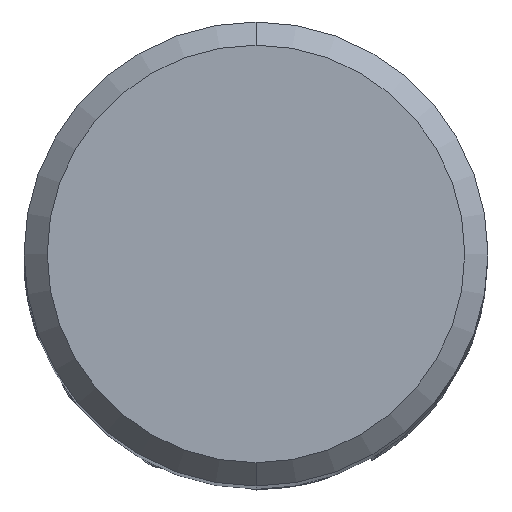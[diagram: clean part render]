
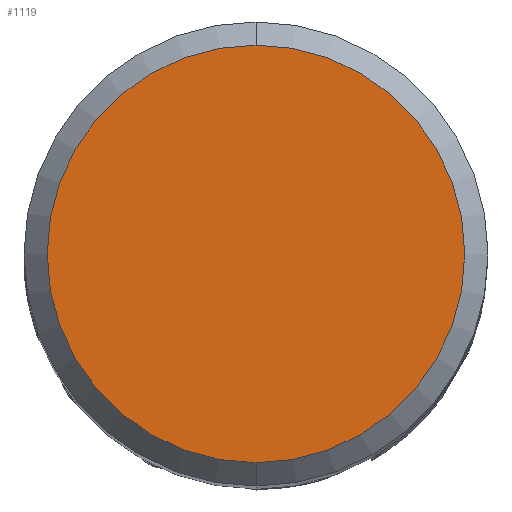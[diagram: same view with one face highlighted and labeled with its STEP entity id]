
A CAD part, top view. The second image highlights one B-rep face of the part: STEP entity #1119.
In plain terms, the highlighted planar face has unit normal (0, 0, 1).
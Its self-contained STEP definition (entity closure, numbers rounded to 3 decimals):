
#709=EDGE_CURVE('',#927,#957,#1860,.T.);
#883=EDGE_CURVE('',#957,#927,#2048,.T.);
#927=VERTEX_POINT('',#2097);
#957=VERTEX_POINT('',#2130);
#1119=ADVANCED_FACE('',(#2305),#2306,.T.);
#1860=CIRCLE('',#3618,5.4);
#2048=CIRCLE('',#4417,5.4);
#2097=CARTESIAN_POINT('',(0.,-5.4,0.0));
#2130=CARTESIAN_POINT('',(0.0,5.4,0.0));
#2305=FACE_OUTER_BOUND('',#5471,.T.);
#2306=PLANE('',#5472);
#3618=AXIS2_PLACEMENT_3D('',#9722,#9723,#9724);
#4417=AXIS2_PLACEMENT_3D('',#9892,#9893,#9894);
#5471=EDGE_LOOP('',(#10180,#10181));
#5472=AXIS2_PLACEMENT_3D('',#10182,#10183,#10184);
#9722=CARTESIAN_POINT('',(0.0,0.0,0.0));
#9723=DIRECTION('',(0.0,0.0,-1.0));
#9724=DIRECTION('',(0.0,1.0,0.0));
#9892=CARTESIAN_POINT('',(0.0,0.0,0.0));
#9893=DIRECTION('',(0.0,0.0,-1.0));
#9894=DIRECTION('',(0.0,1.0,0.0));
#10180=ORIENTED_EDGE('',*,*,#883,.F.);
#10181=ORIENTED_EDGE('',*,*,#709,.F.);
#10182=CARTESIAN_POINT('',(0.0,2.7,0.0));
#10183=DIRECTION('',(-0.0,0.0,1.0));
#10184=DIRECTION('',(0.0,-1.0,0.0));
